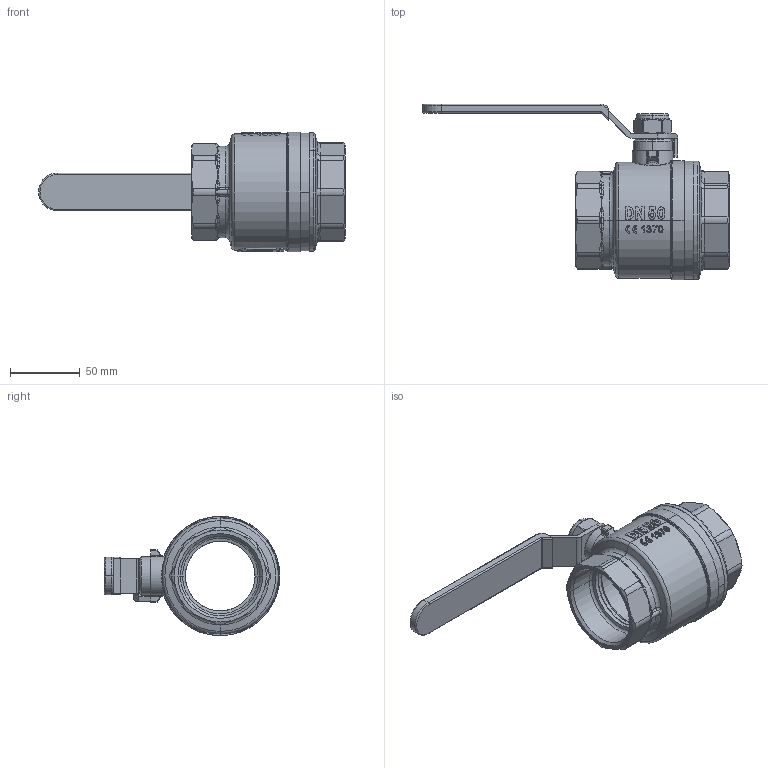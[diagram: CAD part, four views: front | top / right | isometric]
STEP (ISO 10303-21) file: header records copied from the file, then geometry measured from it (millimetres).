
FILE_DESCRIPTION (( 'STEP AP203' ), '1' );
FILE_NAME ('0811N409-surface.step', '2011-09-01T14:10:58', ( ' ' ), ( '' ), 'SwSTEP 2.0', 'SolidWorks 2011', '' );
FILE_SCHEMA (( 'CONFIG_CONTROL_DESIGN' ));
Length unit declared in the file: millimetre
Products named in the file (1): 0811N409-surface
Bounding box: 220.12 x 126.1 x 85.55 mm (x, y, z)
Surface area: 71222.3 mm2 (no closed solid volume)
Topology: 0 solids, 20 shells, 656 faces, 2102 edges, 1393 vertices
Faces by surface type: plane 243, bspline 158, cylinder 135, cone 62, torus 53, sphere 5
Entity records: 28771 total; most frequent: CARTESIAN_POINT 12666, ORIENTED_EDGE 3599, DIRECTION 2806, EDGE_CURVE 2051, VERTEX_POINT 1393, AXIS2_PLACEMENT_3D 984, LINE 838, VECTOR 838
